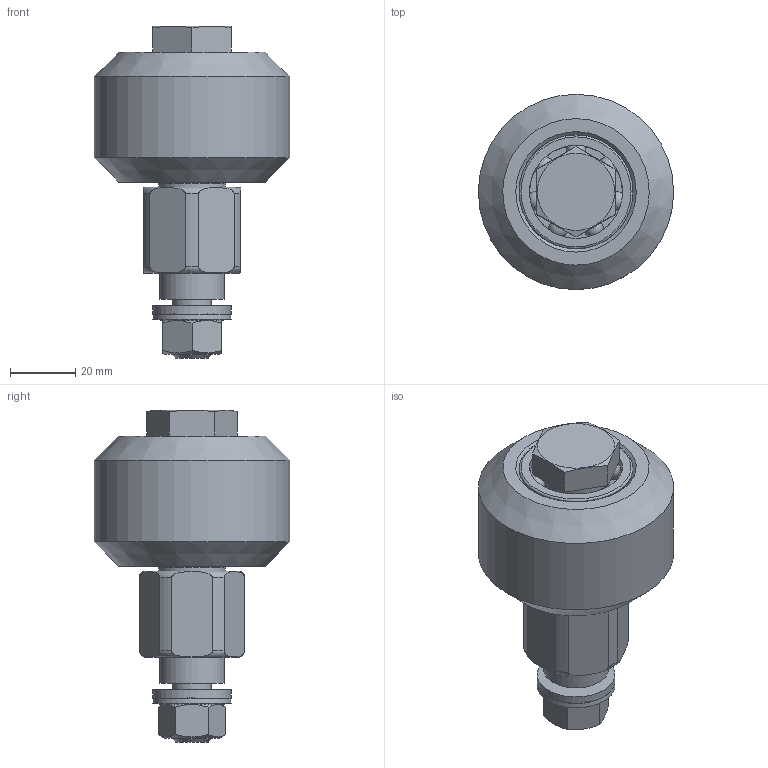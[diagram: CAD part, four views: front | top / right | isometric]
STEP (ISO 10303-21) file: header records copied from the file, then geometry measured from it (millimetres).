
FILE_DESCRIPTION(/* description */ ('RUOTA PRISM. D.60 ANG.90° CONCENTRICA'),/* implementation_level */ '2;1');
FILE_NAME(/* name */ 'GRUGD0000074.stp',/* time_stamp */ '2022-07-28T17:18:21+02:00',/* author */ ('tecnico3.vi'),/* organization */ (''),/* preprocessor_version */ 'ST-DEVELOPER v18.1',/* originating_system */ 'Autodesk Inventor 2022',/* authorisation */ '');
FILE_SCHEMA (('AUTOMOTIVE_DESIGN { 1 0 10303 214 3 1 1 }'));
Length unit declared in the file: millimetre
Products named in the file (9): GRUGD0000074; DPERO0000031 (23.214.00); DDICI0000056; DRUGD0000001; 23.215.00; 25.571.00; 25.520.00; 25.560.00; CCUSE0000057
Assembly tree (9 placements, depth 2):
  GRUGD0000074
    DPERO0000031 (23.214.00)
    DDICI0000056
    DRUGD0000001
    23.215.00
    CCUSE0000057  x2
    25.571.00
    25.520.00
    25.560.00
Bounding box: 60 x 60 x 102 mm (x, y, z)
Volume: 122877.4 mm3; surface area: 41756.5 mm2
Topology: 9 solids, 9 shells, 306 faces, 915 edges, 607 vertices
Faces by surface type: plane 203, torus 39, cylinder 32, cone 18, sphere 14
Full cylindrical faces by diameter (mm): 10.106 x1, 12 x1, 13 x1, 15 x5, 20 x2, 20.5 x1, 21.4 x4, 24 x1, 28.6 x4, 30 x1, 35 x4, 60 x1
Entity records: 10068 total; most frequent: CARTESIAN_POINT 2837, ORIENTED_EDGE 1532, DIRECTION 1416, EDGE_CURVE 766, AXIS2_PLACEMENT_3D 563, VERTEX_POINT 517, EDGE_LOOP 305, LINE 290
